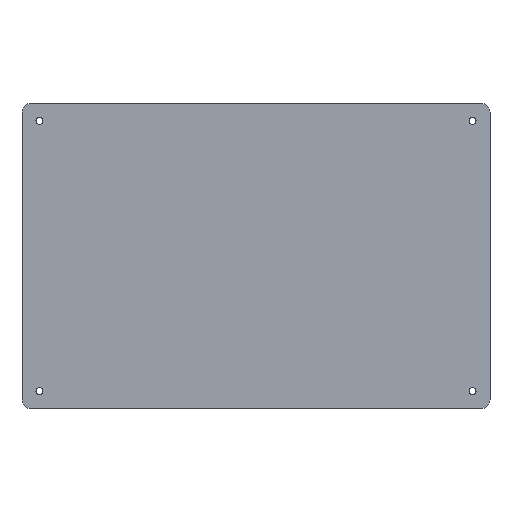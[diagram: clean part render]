
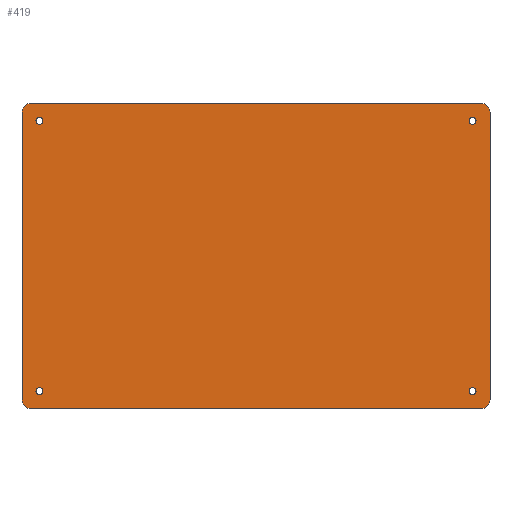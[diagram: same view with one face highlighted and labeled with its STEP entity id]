
A CAD part, top view. The second image highlights one B-rep face of the part: STEP entity #419.
In plain terms, the highlighted planar face has unit normal (0, 0, 1).
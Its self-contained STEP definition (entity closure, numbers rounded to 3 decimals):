
#31=FACE_BOUND('',#65,.T.);
#32=FACE_BOUND('',#66,.T.);
#33=FACE_BOUND('',#67,.T.);
#34=FACE_BOUND('',#68,.T.);
#37=FACE_OUTER_BOUND('',#64,.T.);
#64=EDGE_LOOP('',(#299,#300,#301,#302,#303,#304,#305,#306));
#65=EDGE_LOOP('',(#307));
#66=EDGE_LOOP('',(#308));
#67=EDGE_LOOP('',(#309));
#68=EDGE_LOOP('',(#310));
#95=LINE('',#653,#131);
#96=LINE('',#657,#132);
#97=LINE('',#661,#133);
#98=LINE('',#664,#134);
#131=VECTOR('',#518,10.);
#132=VECTOR('',#521,10.);
#133=VECTOR('',#524,10.);
#134=VECTOR('',#527,10.);
#171=CIRCLE('',#453,4.);
#172=CIRCLE('',#454,4.);
#173=CIRCLE('',#455,4.);
#174=CIRCLE('',#456,4.);
#175=CIRCLE('',#457,1.6);
#176=CIRCLE('',#458,1.6);
#177=CIRCLE('',#459,1.6);
#178=CIRCLE('',#460,1.6);
#199=VERTEX_POINT('',#649);
#200=VERTEX_POINT('',#650);
#201=VERTEX_POINT('',#652);
#202=VERTEX_POINT('',#654);
#203=VERTEX_POINT('',#656);
#204=VERTEX_POINT('',#658);
#205=VERTEX_POINT('',#660);
#206=VERTEX_POINT('',#662);
#207=VERTEX_POINT('',#665);
#208=VERTEX_POINT('',#667);
#209=VERTEX_POINT('',#669);
#210=VERTEX_POINT('',#671);
#239=EDGE_CURVE('',#199,#200,#171,.T.);
#240=EDGE_CURVE('',#200,#201,#95,.T.);
#241=EDGE_CURVE('',#201,#202,#172,.T.);
#242=EDGE_CURVE('',#202,#203,#96,.T.);
#243=EDGE_CURVE('',#203,#204,#173,.T.);
#244=EDGE_CURVE('',#204,#205,#97,.T.);
#245=EDGE_CURVE('',#205,#206,#174,.T.);
#246=EDGE_CURVE('',#206,#199,#98,.T.);
#247=EDGE_CURVE('',#207,#207,#175,.T.);
#248=EDGE_CURVE('',#208,#208,#176,.T.);
#249=EDGE_CURVE('',#209,#209,#177,.T.);
#250=EDGE_CURVE('',#210,#210,#178,.T.);
#299=ORIENTED_EDGE('',*,*,#239,.T.);
#300=ORIENTED_EDGE('',*,*,#240,.T.);
#301=ORIENTED_EDGE('',*,*,#241,.T.);
#302=ORIENTED_EDGE('',*,*,#242,.T.);
#303=ORIENTED_EDGE('',*,*,#243,.T.);
#304=ORIENTED_EDGE('',*,*,#244,.T.);
#305=ORIENTED_EDGE('',*,*,#245,.T.);
#306=ORIENTED_EDGE('',*,*,#246,.T.);
#307=ORIENTED_EDGE('',*,*,#247,.T.);
#308=ORIENTED_EDGE('',*,*,#248,.T.);
#309=ORIENTED_EDGE('',*,*,#249,.T.);
#310=ORIENTED_EDGE('',*,*,#250,.T.);
#408=PLANE('',#452);
#419=ADVANCED_FACE('',(#37,#31,#32,#33,#34),#408,.T.);
#452=AXIS2_PLACEMENT_3D('',#648,#514,#515);
#453=AXIS2_PLACEMENT_3D('',#651,#516,#517);
#454=AXIS2_PLACEMENT_3D('',#655,#519,#520);
#455=AXIS2_PLACEMENT_3D('',#659,#522,#523);
#456=AXIS2_PLACEMENT_3D('',#663,#525,#526);
#457=AXIS2_PLACEMENT_3D('',#666,#528,#529);
#458=AXIS2_PLACEMENT_3D('',#668,#530,#531);
#459=AXIS2_PLACEMENT_3D('',#670,#532,#533);
#460=AXIS2_PLACEMENT_3D('',#672,#534,#535);
#514=DIRECTION('center_axis',(0.,0.,1.));
#515=DIRECTION('ref_axis',(1.,0.,0.));
#516=DIRECTION('center_axis',(0.,0.,1.));
#517=DIRECTION('ref_axis',(0.707,-0.707,0.));
#518=DIRECTION('',(0.,1.,0.));
#519=DIRECTION('center_axis',(0.,0.,1.));
#520=DIRECTION('ref_axis',(0.707,0.707,0.));
#521=DIRECTION('',(-1.,0.,0.));
#522=DIRECTION('center_axis',(0.,0.,1.));
#523=DIRECTION('ref_axis',(-0.707,0.707,0.));
#524=DIRECTION('',(0.,-1.,0.));
#525=DIRECTION('center_axis',(0.,0.,1.));
#526=DIRECTION('ref_axis',(-0.707,-0.707,0.));
#527=DIRECTION('',(1.,0.,0.));
#528=DIRECTION('center_axis',(0.,0.,-1.));
#529=DIRECTION('ref_axis',(-1.,0.,0.));
#530=DIRECTION('center_axis',(0.,0.,-1.));
#531=DIRECTION('ref_axis',(-1.,0.,0.));
#532=DIRECTION('center_axis',(0.,0.,-1.));
#533=DIRECTION('ref_axis',(-1.,0.,0.));
#534=DIRECTION('center_axis',(0.,0.,-1.));
#535=DIRECTION('ref_axis',(-1.,0.,0.));
#648=CARTESIAN_POINT('Origin',(154.5,-103.75,35.2));
#649=CARTESIAN_POINT('',(257.57,-173.57,35.2));
#650=CARTESIAN_POINT('',(261.57,-169.57,35.2));
#651=CARTESIAN_POINT('Origin',(257.57,-169.57,35.2));
#652=CARTESIAN_POINT('',(261.57,-37.93,35.2));
#653=CARTESIAN_POINT('',(261.57,-33.93,35.2));
#654=CARTESIAN_POINT('',(257.57,-33.93,35.2));
#655=CARTESIAN_POINT('Origin',(257.57,-37.93,35.2));
#656=CARTESIAN_POINT('',(51.43,-33.93,35.2));
#657=CARTESIAN_POINT('',(47.43,-33.93,35.2));
#658=CARTESIAN_POINT('',(47.43,-37.93,35.2));
#659=CARTESIAN_POINT('Origin',(51.43,-37.93,35.2));
#660=CARTESIAN_POINT('',(47.43,-169.57,35.2));
#661=CARTESIAN_POINT('',(47.43,-173.57,35.2));
#662=CARTESIAN_POINT('',(51.43,-173.57,35.2));
#663=CARTESIAN_POINT('Origin',(51.43,-169.57,35.2));
#664=CARTESIAN_POINT('',(261.57,-173.57,35.2));
#665=CARTESIAN_POINT('',(255.17,-41.93,35.2));
#666=CARTESIAN_POINT('Origin',(253.57,-41.93,35.2));
#667=CARTESIAN_POINT('',(255.17,-165.57,35.2));
#668=CARTESIAN_POINT('Origin',(253.57,-165.57,35.2));
#669=CARTESIAN_POINT('',(57.03,-41.93,35.2));
#670=CARTESIAN_POINT('Origin',(55.43,-41.93,35.2));
#671=CARTESIAN_POINT('',(57.03,-165.57,35.2));
#672=CARTESIAN_POINT('Origin',(55.43,-165.57,35.2));
